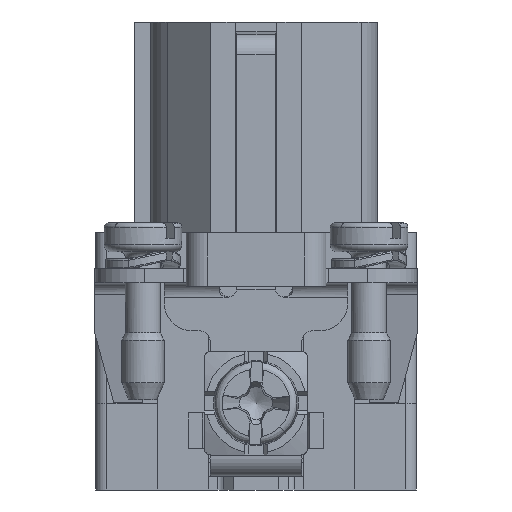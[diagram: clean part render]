
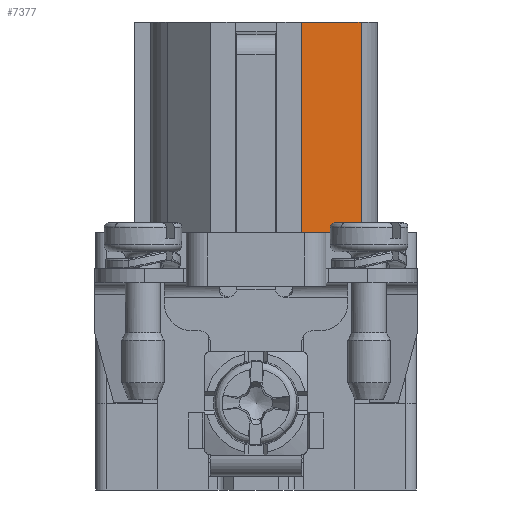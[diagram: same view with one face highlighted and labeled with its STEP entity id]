
A CAD part, left-side view. The second image highlights one B-rep face of the part: STEP entity #7377.
In plain terms, the highlighted planar face has unit normal (-0.707, -0.707, 0).
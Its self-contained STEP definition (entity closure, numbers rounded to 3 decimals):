
#6549=FACE_OUTER_BOUND('',#10015,.T.);
#7377=ADVANCED_FACE('',(#6549),#8364,.F.);
#8364=PLANE('',#25209);
#10015=EDGE_LOOP('',(#11762,#11763,#11764,#11765));
#11762=ORIENTED_EDGE('',*,*,#18335,.T.);
#11763=ORIENTED_EDGE('',*,*,#18433,.T.);
#11764=ORIENTED_EDGE('',*,*,#18072,.T.);
#11765=ORIENTED_EDGE('',*,*,#18511,.T.);
#16340=VERTEX_POINT('',#32241);
#16341=VERTEX_POINT('',#32242);
#16584=VERTEX_POINT('',#32771);
#16585=VERTEX_POINT('',#32773);
#18072=EDGE_CURVE('',#16340,#16341,#20627,.T.);
#18335=EDGE_CURVE('',#16585,#16584,#20834,.T.);
#18433=EDGE_CURVE('',#16584,#16340,#20918,.T.);
#18511=EDGE_CURVE('',#16341,#16585,#20986,.T.);
#20627=LINE('',#32240,#22170);
#20834=LINE('',#32772,#22377);
#20918=LINE('',#32959,#22461);
#20986=LINE('',#33134,#22529);
#22170=VECTOR('',#26712,1.);
#22377=VECTOR('',#27063,1.);
#22461=VECTOR('',#27215,1.);
#22529=VECTOR('',#27367,1.);
#25209=AXIS2_PLACEMENT_3D('',#33135,#27368,#27369);
#26712=DIRECTION('',(0.707,-0.707,0.));
#27063=DIRECTION('',(-0.707,0.707,0.));
#27215=DIRECTION('',(0.,0.,-1.));
#27367=DIRECTION('',(0.,0.,1.));
#27368=DIRECTION('',(0.707,0.707,0.));
#27369=DIRECTION('',(-0.707,0.707,0.));
#32240=CARTESIAN_POINT('',(-13.9,-8.6,3.55));
#32241=CARTESIAN_POINT('',(-19.3,-3.2,3.55));
#32242=CARTESIAN_POINT('',(-15.072,-7.428,3.55));
#32771=CARTESIAN_POINT('',(-19.3,-3.2,18.45));
#32772=CARTESIAN_POINT('',(-13.9,-8.6,18.45));
#32773=CARTESIAN_POINT('',(-15.072,-7.428,18.45));
#32959=CARTESIAN_POINT('',(-19.3,-3.2,3.55));
#33134=CARTESIAN_POINT('',(-15.072,-7.428,3.55));
#33135=CARTESIAN_POINT('',(-13.9,-8.6,3.55));
